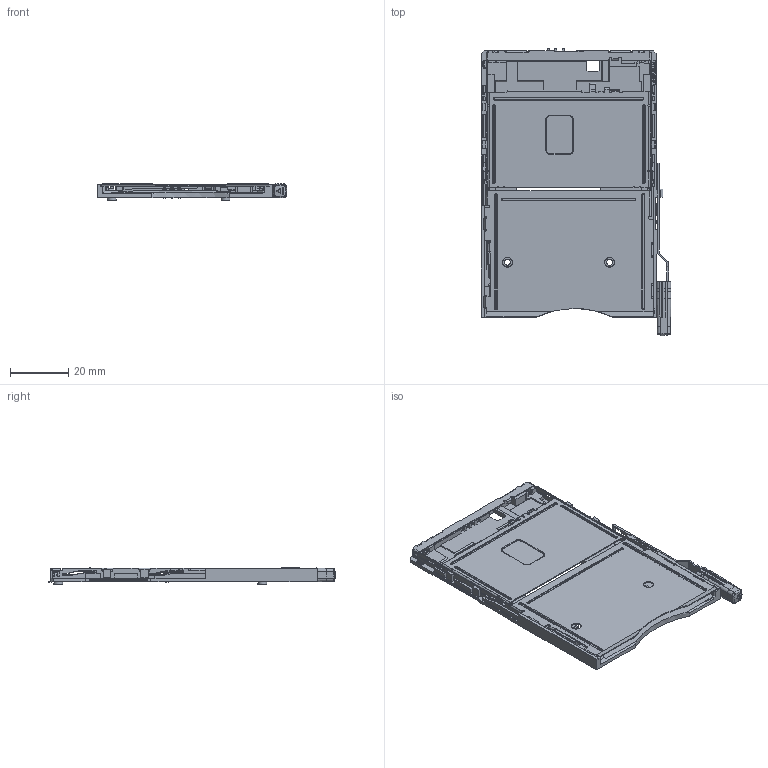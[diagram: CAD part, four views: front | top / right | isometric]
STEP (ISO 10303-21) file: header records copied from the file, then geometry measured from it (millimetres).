
FILE_DESCRIPTION (( 'STEP AP214' ), '1' );
FILE_NAME ('C_OHCL_ETCS_Card_Socket_Rev.1.STEP', '2021-06-22T08:15:43', ( '' ), ( '' ), 'SwSTEP 2.0', 'SolidWorks 2020', '' );
FILE_SCHEMA (( 'AUTOMOTIVE_DESIGN' ));
Length unit declared in the file: millimetre
Products named in the file (1): C_OHCL_ETCS_Card_Socket_Rev.1
Bounding box: 65 x 98.65 x 5.9 mm (x, y, z)
Volume: 10750.9 mm3; surface area: 22324.1 mm2
Topology: 3 solids, 3 shells, 2922 faces, 8190 edges, 5271 vertices
Faces by surface type: plane 1750, cylinder 780, bspline 299, cone 85, torus 8
Full cylindrical faces by diameter (mm): 0.9 x1, 1 x2, 2 x6, 2.1 x4, 3 x3, 3.4 x2
Entity records: 108461 total; most frequent: CARTESIAN_POINT 38471, ORIENTED_EDGE 15976, DIRECTION 12111, EDGE_CURVE 7988, LINE 5403, VECTOR 5403, VERTEX_POINT 5184, AXIS2_PLACEMENT_3D 3354
